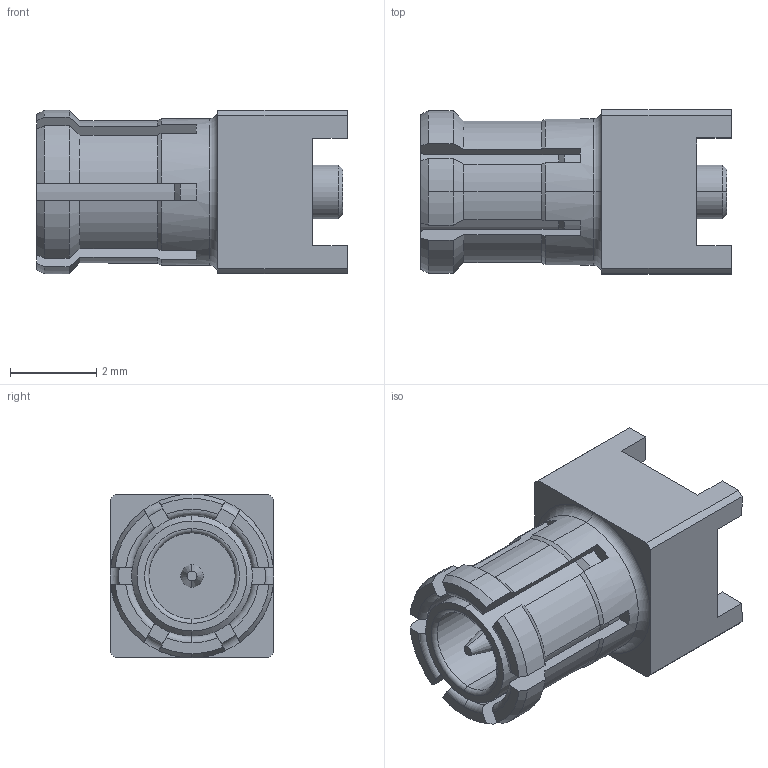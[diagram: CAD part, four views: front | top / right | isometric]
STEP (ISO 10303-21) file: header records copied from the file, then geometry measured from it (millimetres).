
FILE_DESCRIPTION (( 'STEP AP214' ), '1' );
FILE_NAME ('ÑÖÍÊ.434521.068ÑÁ_Âèëêà+äëÿ ïîòðåáèòåëÿ.STEP', '2018-12-07T10:06:07', ( 'User' ), ( '' ), 'SwSTEP 2.0', 'SolidWorks 2016', '' );
FILE_SCHEMA (( 'AUTOMOTIVE_DESIGN' ));
Length unit declared in the file: millimetre
Products named in the file (1): ÑÖÍÊ.434521.068ÑÁ_Âèëêà+äëÿ ïîòðåáèòåëÿ
Bounding box: 7.2 x 3.8 x 3.8 mm (x, y, z)
Volume: 57.7 mm3; surface area: 194 mm2
Topology: 1 solids, 1 shells, 131 faces, 343 edges, 218 vertices
Faces by surface type: plane 50, cylinder 41, cone 29, torus 11
Entity records: 5714 total; most frequent: CARTESIAN_POINT 996, DIRECTION 690, ORIENTED_EDGE 686, EDGE_CURVE 343, AXIS2_PLACEMENT_3D 263, VERTEX_POINT 218, VECTOR 164, LINE 164
